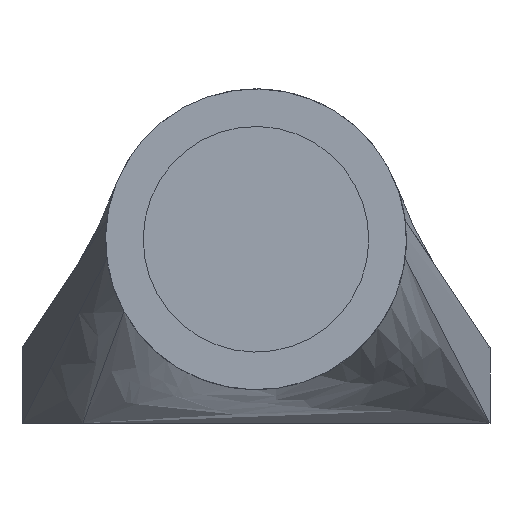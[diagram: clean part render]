
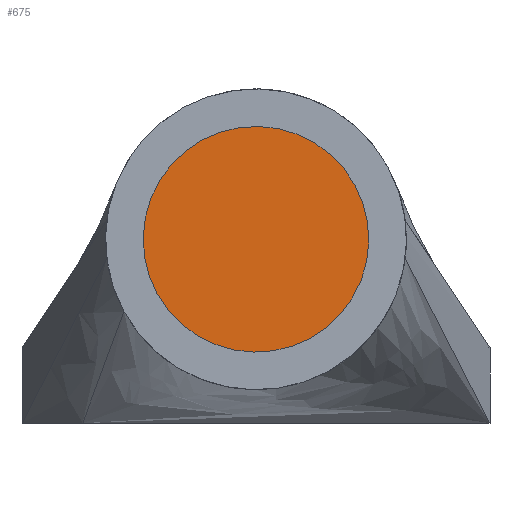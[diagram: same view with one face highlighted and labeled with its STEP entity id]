
A CAD part, front view. The second image highlights one B-rep face of the part: STEP entity #675.
In plain terms, the highlighted planar face has unit normal (0, -1, 0).
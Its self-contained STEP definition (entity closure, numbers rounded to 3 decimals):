
#546=AXIS2_PLACEMENT_3D('Circle Axis2P3D',#544,#545,$) ;
#582=AXIS2_PLACEMENT_3D('Circle Axis2P3D',#580,#581,$) ;
#669=AXIS2_PLACEMENT_3D('Plane Axis2P3D',#666,#667,#668) ;
#544=CARTESIAN_POINT('Axis2P3D Location',(14.,22.7,11.)) ;
#548=CARTESIAN_POINT('Vertex',(19.924,22.7,14.236)) ;
#550=CARTESIAN_POINT('Vertex',(8.076,22.7,7.764)) ;
#580=CARTESIAN_POINT('Axis2P3D Location',(14.,22.7,11.)) ;
#666=CARTESIAN_POINT('Axis2P3D Location',(20.75,22.7,11.)) ;
#545=DIRECTION('Axis2P3D Direction',(0.,-1.,0.)) ;
#581=DIRECTION('Axis2P3D Direction',(0.,-1.,0.)) ;
#667=DIRECTION('Axis2P3D Direction',(0.,-1.,0.)) ;
#668=DIRECTION('Axis2P3D XDirection',(1.,0.,0.)) ;
#672=ORIENTED_EDGE('',*,*,#552,.T.) ;
#673=ORIENTED_EDGE('',*,*,#584,.T.) ;
#675=ADVANCED_FACE('S3D',(#674),#670,.T.) ;
#547=CIRCLE('generated circle',#546,6.75) ;
#583=CIRCLE('generated circle',#582,6.75) ;
#552=EDGE_CURVE('',#549,#551,#547,.T.) ;
#584=EDGE_CURVE('',#551,#549,#583,.T.) ;
#671=EDGE_LOOP('',(#672,#673)) ;
#674=FACE_OUTER_BOUND('',#671,.T.) ;
#670=PLANE('',#669) ;
#549=VERTEX_POINT('',#548) ;
#551=VERTEX_POINT('',#550) ;
